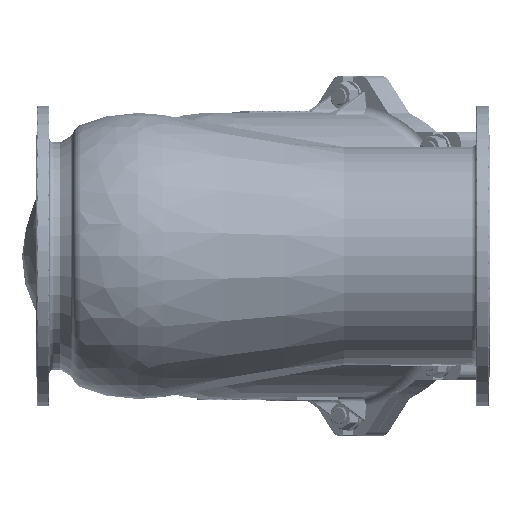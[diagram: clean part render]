
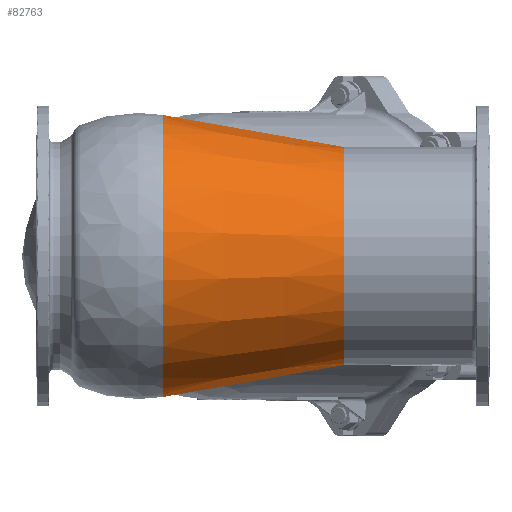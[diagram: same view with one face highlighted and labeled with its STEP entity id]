
A CAD part, front view. The second image highlights one B-rep face of the part: STEP entity #82763.
In plain terms, the highlighted conical face has half-angle 10 degrees and reference radius 216 mm.
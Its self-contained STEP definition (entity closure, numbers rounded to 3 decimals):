
#1413 = VERTEX_POINT ( 'NONE', #5216 ) ;
#5216 = CARTESIAN_POINT ( 'NONE',  ( 252.229, 0., -279.193 ) ) ;
#7636 = CARTESIAN_POINT ( 'NONE',  ( 610.615, 0., 0. ) ) ;
#8139 = DIRECTION ( 'NONE',  ( 0., 0., 1. ) ) ;
#8403 = ORIENTED_EDGE ( 'NONE', *, *, #80863, .F. ) ;
#9713 = EDGE_CURVE ( 'NONE', #1413, #29880, #101755, .T. ) ;
#9734 = CARTESIAN_POINT ( 'NONE',  ( 252.229, 0., 0. ) ) ;
#10587 = CARTESIAN_POINT ( 'NONE',  ( 610.615, 0., 0. ) ) ;
#15461 = ORIENTED_EDGE ( 'NONE', *, *, #47301, .T. ) ;
#16411 = DIRECTION ( 'NONE',  ( -1., 0., 0. ) ) ;
#19525 = CARTESIAN_POINT ( 'NONE',  ( 610.615, 0., -216. ) ) ;
#29169 = CARTESIAN_POINT ( 'NONE',  ( 610.615, 0., -216. ) ) ;
#29880 = VERTEX_POINT ( 'NONE', #37172 ) ;
#34262 = AXIS2_PLACEMENT_3D ( 'NONE', #7636, #47589, #93582 ) ;
#35281 = ORIENTED_EDGE ( 'NONE', *, *, #9713, .F. ) ;
#36822 = FACE_OUTER_BOUND ( 'NONE', #65406, .T. ) ;
#37172 = CARTESIAN_POINT ( 'NONE',  ( 252.229, -279.193, 0. ) ) ;
#38800 = AXIS2_PLACEMENT_3D ( 'NONE', #9734, #59331, #51075 ) ;
#44121 = CONICAL_SURFACE ( 'NONE', #34262, 216., 0.175 ) ;
#47301 = EDGE_CURVE ( 'NONE', #77576, #55225, #98906, .T. ) ;
#47589 = DIRECTION ( 'NONE',  ( -1., 0., 0. ) ) ;
#48323 = CIRCLE ( 'NONE', #77799, 216. ) ;
#51075 = DIRECTION ( 'NONE',  ( 0., 0., 1. ) ) ;
#55225 = VERTEX_POINT ( 'NONE', #89996 ) ;
#55329 = CARTESIAN_POINT ( 'NONE',  ( 252.229, 0., 0. ) ) ;
#59331 = DIRECTION ( 'NONE',  ( -1., 0., 0. ) ) ;
#60251 = CARTESIAN_POINT ( 'NONE',  ( 610.615, 0., 216. ) ) ;
#65406 = EDGE_LOOP ( 'NONE', ( #79732, #100021, #15461, #8403, #35281 ) ) ;
#65836 = CARTESIAN_POINT ( 'NONE',  ( 610.615, 0., 216. ) ) ;
#74143 = DIRECTION ( 'NONE',  ( -0.985, 0., 0.174 ) ) ;
#76431 = VECTOR ( 'NONE', #74143, 1000. ) ;
#77576 = VERTEX_POINT ( 'NONE', #60251 ) ;
#77799 = AXIS2_PLACEMENT_3D ( 'NONE', #10587, #89264, #97971 ) ;
#78823 = CIRCLE ( 'NONE', #38800, 279.193 ) ;
#79732 = ORIENTED_EDGE ( 'NONE', *, *, #101466, .F. ) ;
#80863 = EDGE_CURVE ( 'NONE', #29880, #55225, #78823, .T. ) ;
#82763 = ADVANCED_FACE ( 'NONE', ( #36822 ), #44121, .T. ) ;
#82998 = DIRECTION ( 'NONE',  ( -0.985, 0., -0.174 ) ) ;
#89264 = DIRECTION ( 'NONE',  ( -1., 0., 0. ) ) ;
#89996 = CARTESIAN_POINT ( 'NONE',  ( 252.229, 0., 279.193 ) ) ;
#90271 = LINE ( 'NONE', #29169, #94077 ) ;
#90449 = VERTEX_POINT ( 'NONE', #19525 ) ;
#93582 = DIRECTION ( 'NONE',  ( 0., 0., 1. ) ) ;
#94077 = VECTOR ( 'NONE', #82998, 1000. ) ;
#95503 = AXIS2_PLACEMENT_3D ( 'NONE', #55329, #16411, #8139 ) ;
#97971 = DIRECTION ( 'NONE',  ( 0., 0., 1. ) ) ;
#98906 = LINE ( 'NONE', #65836, #76431 ) ;
#100021 = ORIENTED_EDGE ( 'NONE', *, *, #101259, .T. ) ;
#101259 = EDGE_CURVE ( 'NONE', #90449, #77576, #48323, .T. ) ;
#101466 = EDGE_CURVE ( 'NONE', #90449, #1413, #90271, .T. ) ;
#101755 = CIRCLE ( 'NONE', #95503, 279.193 ) ;
